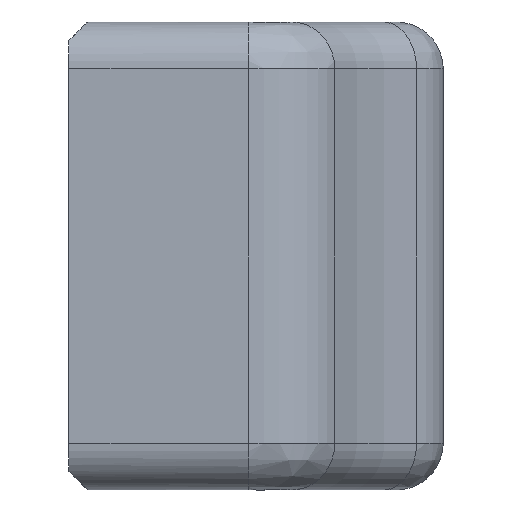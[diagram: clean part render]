
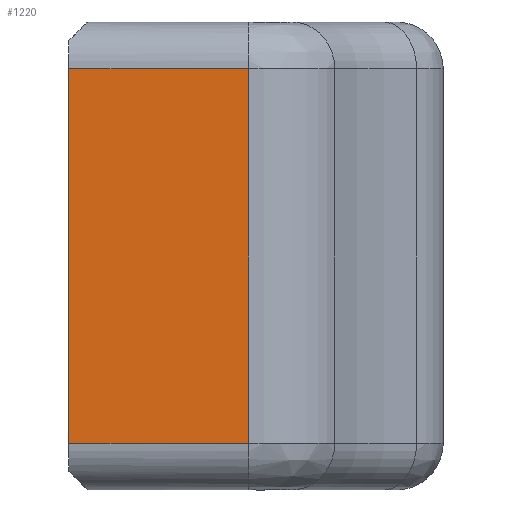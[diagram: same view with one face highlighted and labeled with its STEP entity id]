
A CAD part, front view. The second image highlights one B-rep face of the part: STEP entity #1220.
In plain terms, the highlighted planar face has unit normal (0, -1, 0).
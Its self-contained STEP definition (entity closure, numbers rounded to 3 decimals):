
#42=PLANE('',#1327);
#93=FACE_OUTER_BOUND('',#169,.T.);
#169=EDGE_LOOP('',(#867,#868,#869,#870));
#310=LINE('',#1843,#435);
#311=LINE('',#1847,#436);
#312=LINE('',#1849,#437);
#313=LINE('',#1850,#438);
#435=VECTOR('',#1471,1.);
#436=VECTOR('',#1476,10.);
#437=VECTOR('',#1477,10.);
#438=VECTOR('',#1478,10.);
#568=VERTEX_POINT('',#1840);
#569=VERTEX_POINT('',#1842);
#570=VERTEX_POINT('',#1846);
#571=VERTEX_POINT('',#1848);
#684=EDGE_CURVE('',#568,#569,#310,.T.);
#686=EDGE_CURVE('',#569,#570,#311,.T.);
#687=EDGE_CURVE('',#571,#568,#312,.T.);
#688=EDGE_CURVE('',#570,#571,#313,.T.);
#867=ORIENTED_EDGE('',*,*,#686,.F.);
#868=ORIENTED_EDGE('',*,*,#684,.F.);
#869=ORIENTED_EDGE('',*,*,#687,.F.);
#870=ORIENTED_EDGE('',*,*,#688,.F.);
#1220=ADVANCED_FACE('',(#93),#42,.T.);
#1327=AXIS2_PLACEMENT_3D('',#1845,#1474,#1475);
#1471=DIRECTION('',(-1.,0.,0.));
#1474=DIRECTION('center_axis',(0.,-1.,0.));
#1475=DIRECTION('ref_axis',(0.,0.,-1.));
#1476=DIRECTION('',(0.,0.,1.));
#1477=DIRECTION('',(0.,0.,-1.));
#1478=DIRECTION('',(1.,0.,0.));
#1840=CARTESIAN_POINT('',(29.421,-83.841,66.));
#1842=CARTESIAN_POINT('',(25.578,-83.841,66.));
#1843=CARTESIAN_POINT('',(28.328,-83.841,66.));
#1845=CARTESIAN_POINT('Origin',(25.578,-83.841,77.));
#1846=CARTESIAN_POINT('',(25.578,-83.841,74.));
#1847=CARTESIAN_POINT('',(25.578,-83.841,73.5));
#1848=CARTESIAN_POINT('',(29.421,-83.841,74.));
#1849=CARTESIAN_POINT('',(29.421,-83.841,73.5));
#1850=CARTESIAN_POINT('',(25.578,-83.841,74.));
